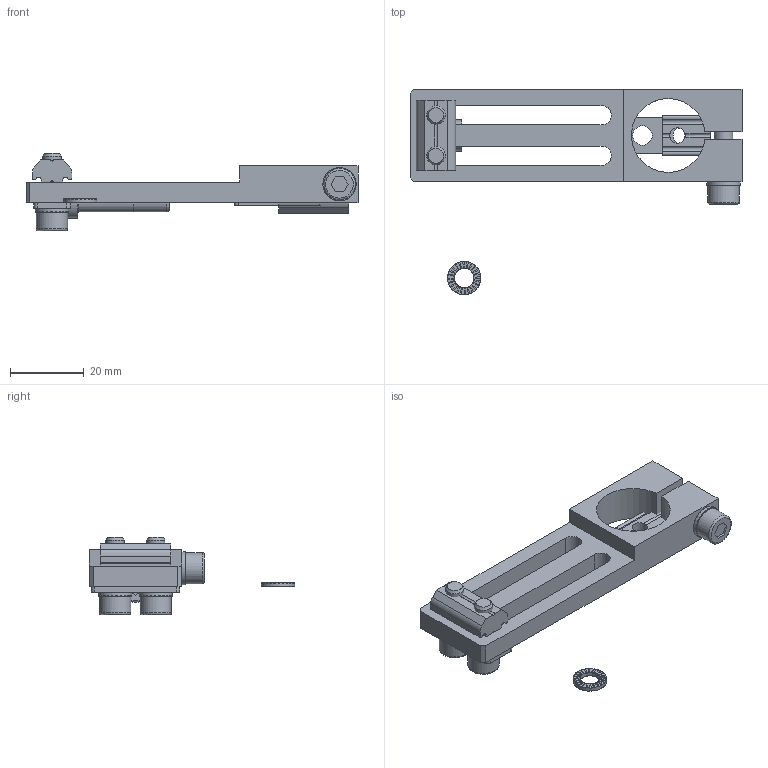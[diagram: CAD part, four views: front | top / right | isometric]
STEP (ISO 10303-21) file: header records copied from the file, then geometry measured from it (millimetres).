
FILE_DESCRIPTION( ( 'STEP AP214' ), '1' );
FILE_NAME( 'CA.04.02.20.X.stp', '2014-07-11T11:45:50', ( ' ' ), ( ' ' ), 'XStep 1.0', ' ', ' ' );
FILE_SCHEMA( ( 'CONFIG_CONTROL_DESIGN) ( )' ) );
Length unit declared in the file: metre
Products named in the file (8): Assem1; Assem2; 04.02.20; R.5.SCH; V-tcei M  5 x 25; CA.GWP.5.11; R.05.11; V-tcei M  5 x 16
Bounding box: 90 x 55.64 x 21 mm (x, y, z)
Volume: 34971.3 mm3; surface area: 27382.5 mm2
Topology: 13 solids, 18 shells, 1210 faces, 3516 edges, 2331 vertices
Faces by surface type: plane 1109, cylinder 83, torus 12, cone 6
Full cylindrical faces by diameter (mm): 4.134 x7, 5 x6, 5.3 x9, 5.5 x3, 8.5 x6, 9 x5
Entity records: 9726 total; most frequent: CARTESIAN_POINT 1709, DIRECTION 1643, ORIENTED_EDGE 1598, EDGE_CURVE 799, AXIS2_PLACEMENT_3D 554, VERTEX_POINT 540, LINE 535, VECTOR 535
